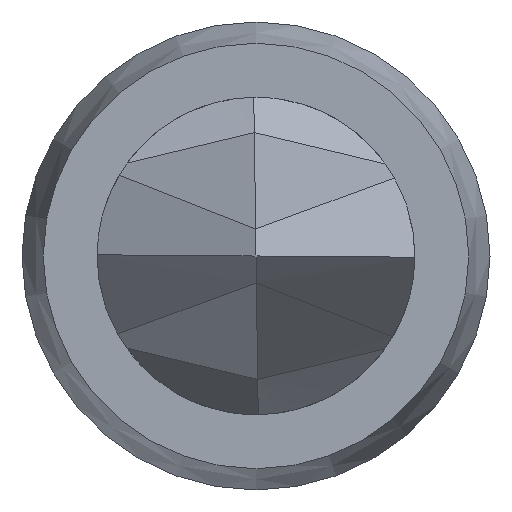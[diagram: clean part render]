
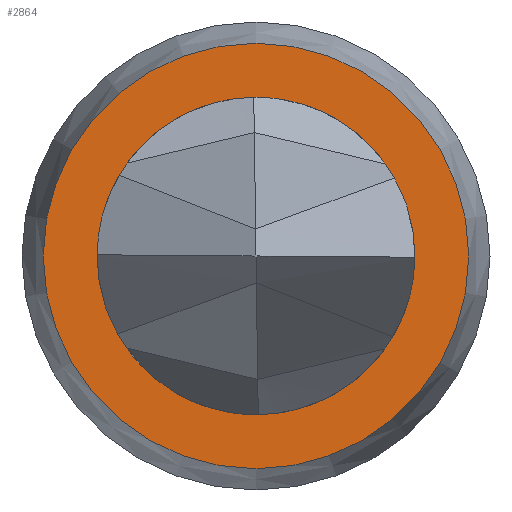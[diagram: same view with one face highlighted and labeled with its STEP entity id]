
A CAD part, left-side view. The second image highlights one B-rep face of the part: STEP entity #2864.
In plain terms, the highlighted planar face has unit normal (-1, 0, 0).
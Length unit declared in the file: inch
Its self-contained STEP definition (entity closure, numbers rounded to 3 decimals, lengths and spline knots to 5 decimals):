
#39 = CIRCLE ( 'NONE', #2184, 0.014 ) ;
#167 = AXIS2_PLACEMENT_3D ( 'NONE', #1025, #1247, #1219 ) ;
#211 = AXIS2_PLACEMENT_3D ( 'NONE', #1042, #366, #1699 ) ;
#351 = ORIENTED_EDGE ( 'NONE', *, *, #2816, .F. ) ;
#366 = DIRECTION ( 'NONE',  ( -1., 0., 0. ) ) ;
#374 = FACE_BOUND ( 'NONE', #1339, .T. ) ;
#443 = EDGE_LOOP ( 'NONE', ( #351 ) ) ;
#763 = PLANE ( 'NONE',  #167 ) ;
#778 = CARTESIAN_POINT ( 'NONE',  ( 0., 0., 0. ) ) ;
#815 = CARTESIAN_POINT ( 'NONE',  ( 0., 0., -0.014 ) ) ;
#1025 = CARTESIAN_POINT ( 'NONE',  ( 0., 0.014, 0. ) ) ;
#1042 = CARTESIAN_POINT ( 'NONE',  ( 0., 0., 0. ) ) ;
#1103 = CIRCLE ( 'NONE', #211, 0.01045 ) ;
#1219 = DIRECTION ( 'NONE',  ( 0., 0., 1. ) ) ;
#1247 = DIRECTION ( 'NONE',  ( -1., 0., 0. ) ) ;
#1339 = EDGE_LOOP ( 'NONE', ( #2439 ) ) ;
#1463 = DIRECTION ( 'NONE',  ( 1., 0., 0. ) ) ;
#1699 = DIRECTION ( 'NONE',  ( 0., 0., 1. ) ) ;
#1879 = FACE_OUTER_BOUND ( 'NONE', #443, .T. ) ;
#2124 = VERTEX_POINT ( 'NONE', #815 ) ;
#2184 = AXIS2_PLACEMENT_3D ( 'NONE', #778, #1463, #2587 ) ;
#2348 = CARTESIAN_POINT ( 'NONE',  ( 0., 0., 0.01045 ) ) ;
#2439 = ORIENTED_EDGE ( 'NONE', *, *, #2687, .F. ) ;
#2559 = VERTEX_POINT ( 'NONE', #2348 ) ;
#2587 = DIRECTION ( 'NONE',  ( 0., 0., -1. ) ) ;
#2687 = EDGE_CURVE ( 'NONE', #2559, #2559, #1103, .T. ) ;
#2816 = EDGE_CURVE ( 'NONE', #2124, #2124, #39, .T. ) ;
#2864 = ADVANCED_FACE ( 'NONE', ( #374, #1879 ), #763, .T. ) ;
